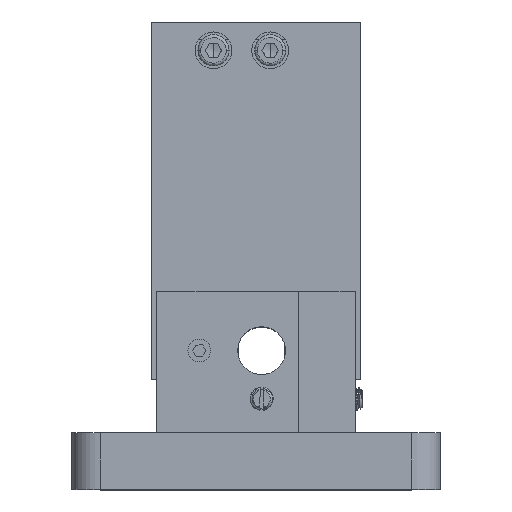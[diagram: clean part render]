
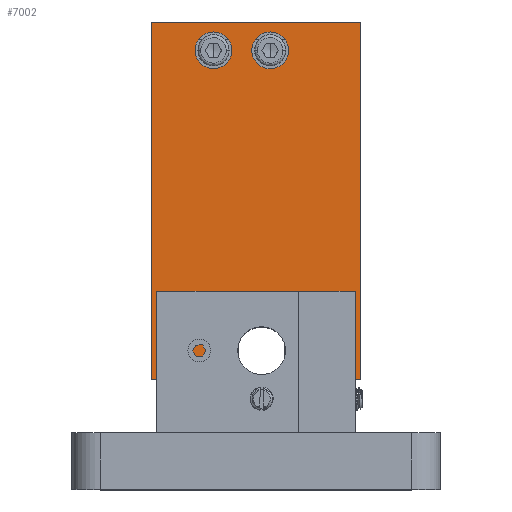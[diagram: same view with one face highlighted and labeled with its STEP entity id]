
A CAD part, top view. The second image highlights one B-rep face of the part: STEP entity #7002.
In plain terms, the highlighted planar face has unit normal (0, 0, 1).
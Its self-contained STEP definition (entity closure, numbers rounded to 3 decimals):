
#27 = DIRECTION ( 'NONE',  ( 0., 0., 1. ) ) ;
#220 = VERTEX_POINT ( 'NONE', #10334 ) ;
#235 = CIRCLE ( 'NONE', #7803, 3.25 ) ;
#249 = DIRECTION ( 'NONE',  ( 0., 1., 0. ) ) ;
#284 = EDGE_CURVE ( 'NONE', #580, #3963, #7372, .T. ) ;
#406 = DIRECTION ( 'NONE',  ( 0., 0., 1. ) ) ;
#580 = VERTEX_POINT ( 'NONE', #9988 ) ;
#771 = VECTOR ( 'NONE', #10984, 1000. ) ;
#803 = CARTESIAN_POINT ( 'NONE',  ( -25.865, 57.146, 26.8 ) ) ;
#809 = EDGE_CURVE ( 'NONE', #2767, #2178, #9485, .T. ) ;
#828 = EDGE_CURVE ( 'NONE', #1092, #220, #3006, .T. ) ;
#866 = CARTESIAN_POINT ( 'NONE',  ( -36.865, -0.854, 26.8 ) ) ;
#874 = VERTEX_POINT ( 'NONE', #2834 ) ;
#957 = EDGE_CURVE ( 'NONE', #4057, #10579, #4721, .T. ) ;
#960 = ORIENTED_EDGE ( 'NONE', *, *, #3890, .T. ) ;
#963 = CARTESIAN_POINT ( 'NONE',  ( -36.865, -0.854, 26.8 ) ) ;
#1092 = VERTEX_POINT ( 'NONE', #3353 ) ;
#1124 = CARTESIAN_POINT ( 'NONE',  ( -36.865, -0.854, 26.8 ) ) ;
#1366 = ORIENTED_EDGE ( 'NONE', *, *, #5996, .F. ) ;
#1371 = DIRECTION ( 'NONE',  ( 1., 0., 0. ) ) ;
#1441 = FACE_BOUND ( 'NONE', #4523, .T. ) ;
#1451 = VECTOR ( 'NONE', #249, 1000. ) ;
#1657 = DIRECTION ( 'NONE',  ( 1., 0., 0. ) ) ;
#1993 = VERTEX_POINT ( 'NONE', #10529 ) ;
#2086 = LINE ( 'NONE', #2152, #10819 ) ;
#2113 = CIRCLE ( 'NONE', #8584, 3.25 ) ;
#2152 = CARTESIAN_POINT ( 'NONE',  ( -36.865, -0.854, 26.8 ) ) ;
#2178 = VERTEX_POINT ( 'NONE', #963 ) ;
#2574 = DIRECTION ( 'NONE',  ( 0., 0., 1. ) ) ;
#2765 = LINE ( 'NONE', #866, #771 ) ;
#2767 = VERTEX_POINT ( 'NONE', #5241 ) ;
#2794 = CARTESIAN_POINT ( 'NONE',  ( 0.135, 62.146, 26.8 ) ) ;
#2834 = CARTESIAN_POINT ( 'NONE',  ( -19.115, 57.146, 26.8 ) ) ;
#3006 = CIRCLE ( 'NONE', #9306, 3.25 ) ;
#3353 = CARTESIAN_POINT ( 'NONE',  ( -22.615, 57.146, 26.8 ) ) ;
#3450 = CARTESIAN_POINT ( 'NONE',  ( 0.135, -0.854, 26.8 ) ) ;
#3506 = EDGE_CURVE ( 'NONE', #6080, #1993, #7930, .T. ) ;
#3571 = DIRECTION ( 'NONE',  ( -1., 0., 0. ) ) ;
#3641 = ORIENTED_EDGE ( 'NONE', *, *, #284, .T. ) ;
#3685 = DIRECTION ( 'NONE',  ( 0., 0., -1. ) ) ;
#3693 = FACE_BOUND ( 'NONE', #3981, .T. ) ;
#3694 = ORIENTED_EDGE ( 'NONE', *, *, #9325, .T. ) ;
#3890 = EDGE_CURVE ( 'NONE', #3963, #2767, #8331, .T. ) ;
#3963 = VERTEX_POINT ( 'NONE', #2794 ) ;
#3981 = EDGE_LOOP ( 'NONE', ( #10741, #8468 ) ) ;
#4057 = VERTEX_POINT ( 'NONE', #9287 ) ;
#4523 = EDGE_LOOP ( 'NONE', ( #1366, #9890 ) ) ;
#4593 = EDGE_CURVE ( 'NONE', #1993, #4057, #5669, .T. ) ;
#4721 = LINE ( 'NONE', #7670, #8971 ) ;
#4819 = EDGE_CURVE ( 'NONE', #874, #6982, #2113, .T. ) ;
#5072 = CARTESIAN_POINT ( 'NONE',  ( -17.365, 8.146, 26.8 ) ) ;
#5095 = AXIS2_PLACEMENT_3D ( 'NONE', #7624, #2574, #8493 ) ;
#5110 = VECTOR ( 'NONE', #7660, 1000. ) ;
#5146 = CARTESIAN_POINT ( 'NONE',  ( -13.365, -0.854, 26.8 ) ) ;
#5241 = CARTESIAN_POINT ( 'NONE',  ( -36.865, 62.146, 26.8 ) ) ;
#5296 = EDGE_CURVE ( 'NONE', #220, #1092, #235, .T. ) ;
#5464 = CARTESIAN_POINT ( 'NONE',  ( -15.865, 57.146, 26.8 ) ) ;
#5512 = ORIENTED_EDGE ( 'NONE', *, *, #3506, .F. ) ;
#5669 = CIRCLE ( 'NONE', #7655, 4. ) ;
#5929 = DIRECTION ( 'NONE',  ( 1., 0., 0. ) ) ;
#5996 = EDGE_CURVE ( 'NONE', #6982, #874, #8036, .T. ) ;
#6080 = VERTEX_POINT ( 'NONE', #5146 ) ;
#6108 = CARTESIAN_POINT ( 'NONE',  ( -36.865, 62.146, 26.8 ) ) ;
#6119 = CARTESIAN_POINT ( 'NONE',  ( -13.365, -0.854, 26.8 ) ) ;
#6286 = ORIENTED_EDGE ( 'NONE', *, *, #6677, .T. ) ;
#6313 = DIRECTION ( 'NONE',  ( 1., 0., 0. ) ) ;
#6341 = DIRECTION ( 'NONE',  ( 1., 0., 0. ) ) ;
#6677 = EDGE_CURVE ( 'NONE', #6080, #580, #2765, .T. ) ;
#6713 = DIRECTION ( 'NONE',  ( 0., 0., 1. ) ) ;
#6804 = DIRECTION ( 'NONE',  ( 0., -1., 0. ) ) ;
#6982 = VERTEX_POINT ( 'NONE', #8720 ) ;
#7002 = ADVANCED_FACE ( 'NONE', ( #3693, #1441, #8188 ), #8765, .F. ) ;
#7231 = VECTOR ( 'NONE', #7709, 1000. ) ;
#7328 = CARTESIAN_POINT ( 'NONE',  ( -21.365, -0.854, 26.8 ) ) ;
#7372 = LINE ( 'NONE', #3450, #5110 ) ;
#7374 = ORIENTED_EDGE ( 'NONE', *, *, #809, .T. ) ;
#7624 = CARTESIAN_POINT ( 'NONE',  ( -15.865, 57.146, 26.8 ) ) ;
#7655 = AXIS2_PLACEMENT_3D ( 'NONE', #5072, #27, #5929 ) ;
#7660 = DIRECTION ( 'NONE',  ( 0., 1., 0. ) ) ;
#7670 = CARTESIAN_POINT ( 'NONE',  ( -21.365, 8.146, 26.8 ) ) ;
#7709 = DIRECTION ( 'NONE',  ( 0., -1., 0. ) ) ;
#7803 = AXIS2_PLACEMENT_3D ( 'NONE', #803, #6713, #1657 ) ;
#7813 = ORIENTED_EDGE ( 'NONE', *, *, #4593, .F. ) ;
#7930 = LINE ( 'NONE', #6119, #1451 ) ;
#8036 = CIRCLE ( 'NONE', #5095, 3.25 ) ;
#8048 = DIRECTION ( 'NONE',  ( 0., 0., 1. ) ) ;
#8188 = FACE_OUTER_BOUND ( 'NONE', #8410, .T. ) ;
#8331 = LINE ( 'NONE', #6108, #10596 ) ;
#8410 = EDGE_LOOP ( 'NONE', ( #7813, #5512, #6286, #3641, #960, #7374, #3694, #10520 ) ) ;
#8468 = ORIENTED_EDGE ( 'NONE', *, *, #5296, .F. ) ;
#8493 = DIRECTION ( 'NONE',  ( 1., 0., 0. ) ) ;
#8584 = AXIS2_PLACEMENT_3D ( 'NONE', #5464, #406, #6313 ) ;
#8720 = CARTESIAN_POINT ( 'NONE',  ( -12.615, 57.146, 26.8 ) ) ;
#8765 = PLANE ( 'NONE',  #10379 ) ;
#8917 = CARTESIAN_POINT ( 'NONE',  ( -25.865, 57.146, 26.8 ) ) ;
#8971 = VECTOR ( 'NONE', #6804, 1000. ) ;
#9287 = CARTESIAN_POINT ( 'NONE',  ( -21.365, 8.146, 26.8 ) ) ;
#9306 = AXIS2_PLACEMENT_3D ( 'NONE', #8917, #8048, #6341 ) ;
#9325 = EDGE_CURVE ( 'NONE', #2178, #10579, #2086, .T. ) ;
#9485 = LINE ( 'NONE', #10304, #7231 ) ;
#9596 = DIRECTION ( 'NONE',  ( -1., 0., 0. ) ) ;
#9890 = ORIENTED_EDGE ( 'NONE', *, *, #4819, .F. ) ;
#9988 = CARTESIAN_POINT ( 'NONE',  ( 0.135, -0.854, 26.8 ) ) ;
#10304 = CARTESIAN_POINT ( 'NONE',  ( -36.865, -0.854, 26.8 ) ) ;
#10334 = CARTESIAN_POINT ( 'NONE',  ( -29.115, 57.146, 26.8 ) ) ;
#10379 = AXIS2_PLACEMENT_3D ( 'NONE', #1124, #3685, #9596 ) ;
#10520 = ORIENTED_EDGE ( 'NONE', *, *, #957, .F. ) ;
#10529 = CARTESIAN_POINT ( 'NONE',  ( -13.365, 8.146, 26.8 ) ) ;
#10579 = VERTEX_POINT ( 'NONE', #7328 ) ;
#10596 = VECTOR ( 'NONE', #3571, 1000. ) ;
#10741 = ORIENTED_EDGE ( 'NONE', *, *, #828, .F. ) ;
#10819 = VECTOR ( 'NONE', #1371, 1000. ) ;
#10984 = DIRECTION ( 'NONE',  ( 1., 0., 0. ) ) ;
